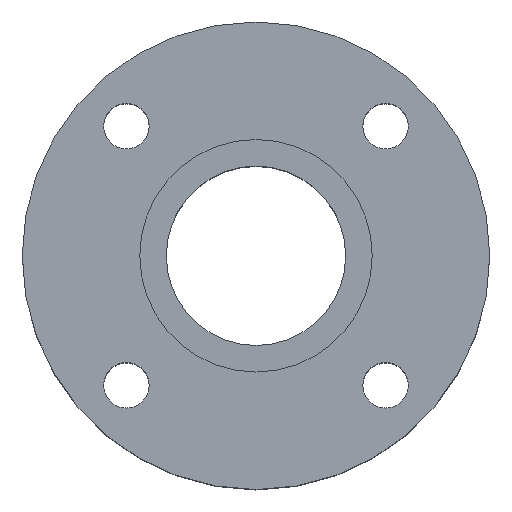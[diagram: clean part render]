
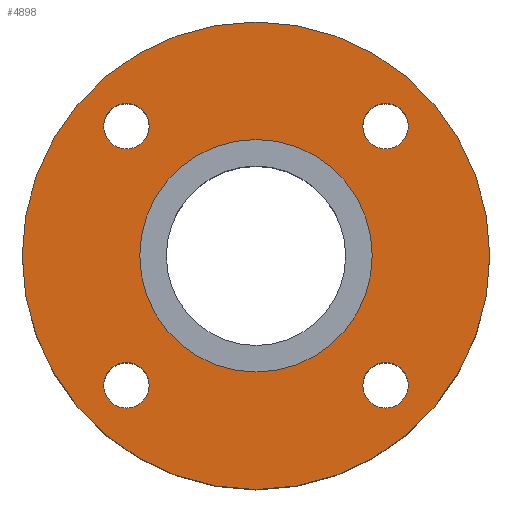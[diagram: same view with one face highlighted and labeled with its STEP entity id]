
A CAD part, top view. The second image highlights one B-rep face of the part: STEP entity #4898.
In plain terms, the highlighted planar face has unit normal (0, 0, 1).
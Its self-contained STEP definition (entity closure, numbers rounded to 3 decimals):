
#194 = CARTESIAN_POINT ( 'NONE',  ( -60.265, -51.265, -0.5 ) ) ;
#325 = EDGE_CURVE ( 'NONE', #18210, #18663, #15068, .T. ) ;
#347 = ORIENTED_EDGE ( 'NONE', *, *, #13499, .T. ) ;
#397 = DIRECTION ( 'NONE',  ( 1., 0., 0. ) ) ;
#518 = DIRECTION ( 'NONE',  ( 0., 1., 0. ) ) ;
#1008 = DIRECTION ( 'NONE',  ( -1., 0., 0. ) ) ;
#1009 = ORIENTED_EDGE ( 'NONE', *, *, #4826, .F. ) ;
#1382 = CARTESIAN_POINT ( 'NONE',  ( 46., 0., -0.5 ) ) ;
#1645 = CARTESIAN_POINT ( 'NONE',  ( 92.5, 0., -0.5 ) ) ;
#1648 = CIRCLE ( 'NONE', #23253, 9. ) ;
#1650 = FACE_BOUND ( 'NONE', #23579, .T. ) ;
#2090 = AXIS2_PLACEMENT_3D ( 'NONE', #25227, #10243, #27248 ) ;
#2105 = DIRECTION ( 'NONE',  ( 0., 0., 1. ) ) ;
#2114 = CIRCLE ( 'NONE', #21409, 92.5 ) ;
#2180 = ORIENTED_EDGE ( 'NONE', *, *, #13532, .F. ) ;
#2276 = CIRCLE ( 'NONE', #26156, 9. ) ;
#2796 = DIRECTION ( 'NONE',  ( 0., 0., 1. ) ) ;
#3285 = ORIENTED_EDGE ( 'NONE', *, *, #325, .F. ) ;
#3787 = CARTESIAN_POINT ( 'NONE',  ( 51.265, 51.265, -0.5 ) ) ;
#3832 = ORIENTED_EDGE ( 'NONE', *, *, #7057, .F. ) ;
#4582 = CIRCLE ( 'NONE', #20206, 9. ) ;
#4826 = EDGE_CURVE ( 'NONE', #13425, #15124, #1648, .T. ) ;
#4898 = ADVANCED_FACE ( 'NONE', ( #27412, #23375, #6093, #1650, #20942, #21217 ), #14742, .F. ) ;
#5013 = CIRCLE ( 'NONE', #26598, 9. ) ;
#5549 = CARTESIAN_POINT ( 'NONE',  ( 0., 46., -0.5 ) ) ;
#5820 = DIRECTION ( 'NONE',  ( 0., 0., 1. ) ) ;
#5962 = DIRECTION ( 'NONE',  ( 0., -1., 0. ) ) ;
#6093 = FACE_BOUND ( 'NONE', #7153, .T. ) ;
#6361 = DIRECTION ( 'NONE',  ( 1., 0., 0. ) ) ;
#6409 = CIRCLE ( 'NONE', #12389, 46. ) ;
#7057 = EDGE_CURVE ( 'NONE', #27196, #12491, #5013, .T. ) ;
#7153 = EDGE_LOOP ( 'NONE', ( #10826, #11144 ) ) ;
#7315 = CIRCLE ( 'NONE', #19733, 92.5 ) ;
#7478 = VERTEX_POINT ( 'NONE', #18044 ) ;
#7601 = CIRCLE ( 'NONE', #23692, 9. ) ;
#7609 = CARTESIAN_POINT ( 'NONE',  ( -42.265, -51.265, -0.5 ) ) ;
#7852 = CARTESIAN_POINT ( 'NONE',  ( 42.265, -51.265, -0.5 ) ) ;
#7857 = DIRECTION ( 'NONE',  ( 0., 0., 1. ) ) ;
#8068 = VERTEX_POINT ( 'NONE', #25158 ) ;
#8245 = EDGE_LOOP ( 'NONE', ( #27314, #347 ) ) ;
#8514 = CARTESIAN_POINT ( 'NONE',  ( 0., 0., -0.5 ) ) ;
#8515 = VERTEX_POINT ( 'NONE', #20009 ) ;
#9624 = DIRECTION ( 'NONE',  ( 0., 0., 1. ) ) ;
#9880 = EDGE_LOOP ( 'NONE', ( #27559, #3285 ) ) ;
#9905 = CIRCLE ( 'NONE', #2090, 9. ) ;
#10243 = DIRECTION ( 'NONE',  ( 0., 0., 1. ) ) ;
#10251 = DIRECTION ( 'NONE',  ( 0., 1., 0. ) ) ;
#10367 = CIRCLE ( 'NONE', #16737, 9. ) ;
#10826 = ORIENTED_EDGE ( 'NONE', *, *, #21147, .F. ) ;
#11144 = ORIENTED_EDGE ( 'NONE', *, *, #14278, .F. ) ;
#11904 = CARTESIAN_POINT ( 'NONE',  ( -51.265, -51.265, -0.5 ) ) ;
#12389 = AXIS2_PLACEMENT_3D ( 'NONE', #27996, #2105, #17343 ) ;
#12419 = DIRECTION ( 'NONE',  ( 0., 0., 1. ) ) ;
#12441 = ORIENTED_EDGE ( 'NONE', *, *, #20546, .F. ) ;
#12443 = CARTESIAN_POINT ( 'NONE',  ( 51.265, -51.265, -0.5 ) ) ;
#12491 = VERTEX_POINT ( 'NONE', #194 ) ;
#12611 = AXIS2_PLACEMENT_3D ( 'NONE', #11904, #7857, #25278 ) ;
#12734 = CARTESIAN_POINT ( 'NONE',  ( 60.265, 51.265, -0.5 ) ) ;
#12977 = DIRECTION ( 'NONE',  ( 1., 0., 0. ) ) ;
#13286 = EDGE_LOOP ( 'NONE', ( #3832, #21077 ) ) ;
#13425 = VERTEX_POINT ( 'NONE', #20913 ) ;
#13499 = EDGE_CURVE ( 'NONE', #8068, #15501, #7315, .T. ) ;
#13532 = EDGE_CURVE ( 'NONE', #25454, #16127, #2276, .T. ) ;
#14278 = EDGE_CURVE ( 'NONE', #8515, #7478, #4582, .T. ) ;
#14742 = PLANE ( 'NONE',  #27851 ) ;
#14868 = CARTESIAN_POINT ( 'NONE',  ( -51.265, 51.265, -0.5 ) ) ;
#15068 = CIRCLE ( 'NONE', #19215, 46. ) ;
#15124 = VERTEX_POINT ( 'NONE', #7852 ) ;
#15501 = VERTEX_POINT ( 'NONE', #1645 ) ;
#16127 = VERTEX_POINT ( 'NONE', #26209 ) ;
#16662 = DIRECTION ( 'NONE',  ( 0., 0., 1. ) ) ;
#16737 = AXIS2_PLACEMENT_3D ( 'NONE', #14868, #23500, #10251 ) ;
#16886 = DIRECTION ( 'NONE',  ( -1., 0., 0. ) ) ;
#17343 = DIRECTION ( 'NONE',  ( 1., 0., 0. ) ) ;
#18044 = CARTESIAN_POINT ( 'NONE',  ( -42.265, 51.265, -0.5 ) ) ;
#18210 = VERTEX_POINT ( 'NONE', #21014 ) ;
#18408 = CARTESIAN_POINT ( 'NONE',  ( 51.265, 51.265, -0.5 ) ) ;
#18632 = DIRECTION ( 'NONE',  ( 0., 0., -1. ) ) ;
#18663 = VERTEX_POINT ( 'NONE', #1382 ) ;
#19215 = AXIS2_PLACEMENT_3D ( 'NONE', #24961, #20375, #397 ) ;
#19733 = AXIS2_PLACEMENT_3D ( 'NONE', #8514, #27939, #6361 ) ;
#19845 = EDGE_CURVE ( 'NONE', #15124, #13425, #9905, .T. ) ;
#19978 = DIRECTION ( 'NONE',  ( 0., 0., 1. ) ) ;
#20009 = CARTESIAN_POINT ( 'NONE',  ( -60.265, 51.265, -0.5 ) ) ;
#20206 = AXIS2_PLACEMENT_3D ( 'NONE', #24523, #2796, #518 ) ;
#20267 = CARTESIAN_POINT ( 'NONE',  ( 0., 0., -0.5 ) ) ;
#20375 = DIRECTION ( 'NONE',  ( 0., 0., 1. ) ) ;
#20431 = DIRECTION ( 'NONE',  ( 1., 0., 0. ) ) ;
#20438 = CIRCLE ( 'NONE', #12611, 9. ) ;
#20546 = EDGE_CURVE ( 'NONE', #16127, #25454, #7601, .T. ) ;
#20913 = CARTESIAN_POINT ( 'NONE',  ( 60.265, -51.265, -0.5 ) ) ;
#20942 = FACE_BOUND ( 'NONE', #9880, .T. ) ;
#21014 = CARTESIAN_POINT ( 'NONE',  ( -46., 0., -0.5 ) ) ;
#21077 = ORIENTED_EDGE ( 'NONE', *, *, #21713, .F. ) ;
#21147 = EDGE_CURVE ( 'NONE', #7478, #8515, #10367, .T. ) ;
#21217 = FACE_OUTER_BOUND ( 'NONE', #8245, .T. ) ;
#21409 = AXIS2_PLACEMENT_3D ( 'NONE', #20267, #19978, #24431 ) ;
#21621 = EDGE_CURVE ( 'NONE', #15501, #8068, #2114, .T. ) ;
#21713 = EDGE_CURVE ( 'NONE', #12491, #27196, #20438, .T. ) ;
#22841 = EDGE_LOOP ( 'NONE', ( #1009, #27180 ) ) ;
#23253 = AXIS2_PLACEMENT_3D ( 'NONE', #12443, #5820, #5962 ) ;
#23375 = FACE_BOUND ( 'NONE', #13286, .T. ) ;
#23430 = CARTESIAN_POINT ( 'NONE',  ( -51.265, -51.265, -0.5 ) ) ;
#23500 = DIRECTION ( 'NONE',  ( 0., 0., 1. ) ) ;
#23579 = EDGE_LOOP ( 'NONE', ( #2180, #12441 ) ) ;
#23692 = AXIS2_PLACEMENT_3D ( 'NONE', #18408, #9624, #20431 ) ;
#24431 = DIRECTION ( 'NONE',  ( 1., 0., 0. ) ) ;
#24523 = CARTESIAN_POINT ( 'NONE',  ( -51.265, 51.265, -0.5 ) ) ;
#24961 = CARTESIAN_POINT ( 'NONE',  ( 0., 0., -0.5 ) ) ;
#25158 = CARTESIAN_POINT ( 'NONE',  ( -92.5, 0., -0.5 ) ) ;
#25227 = CARTESIAN_POINT ( 'NONE',  ( 51.265, -51.265, -0.5 ) ) ;
#25278 = DIRECTION ( 'NONE',  ( -1., 0., 0. ) ) ;
#25454 = VERTEX_POINT ( 'NONE', #12734 ) ;
#26156 = AXIS2_PLACEMENT_3D ( 'NONE', #3787, #12419, #12977 ) ;
#26209 = CARTESIAN_POINT ( 'NONE',  ( 42.265, 51.265, -0.5 ) ) ;
#26598 = AXIS2_PLACEMENT_3D ( 'NONE', #23430, #16662, #1008 ) ;
#27180 = ORIENTED_EDGE ( 'NONE', *, *, #19845, .F. ) ;
#27196 = VERTEX_POINT ( 'NONE', #7609 ) ;
#27248 = DIRECTION ( 'NONE',  ( 0., -1., 0. ) ) ;
#27314 = ORIENTED_EDGE ( 'NONE', *, *, #21621, .T. ) ;
#27412 = FACE_BOUND ( 'NONE', #22841, .T. ) ;
#27559 = ORIENTED_EDGE ( 'NONE', *, *, #27564, .F. ) ;
#27564 = EDGE_CURVE ( 'NONE', #18663, #18210, #6409, .T. ) ;
#27851 = AXIS2_PLACEMENT_3D ( 'NONE', #5549, #18632, #16886 ) ;
#27939 = DIRECTION ( 'NONE',  ( 0., 0., 1. ) ) ;
#27996 = CARTESIAN_POINT ( 'NONE',  ( 0., 0., -0.5 ) ) ;
